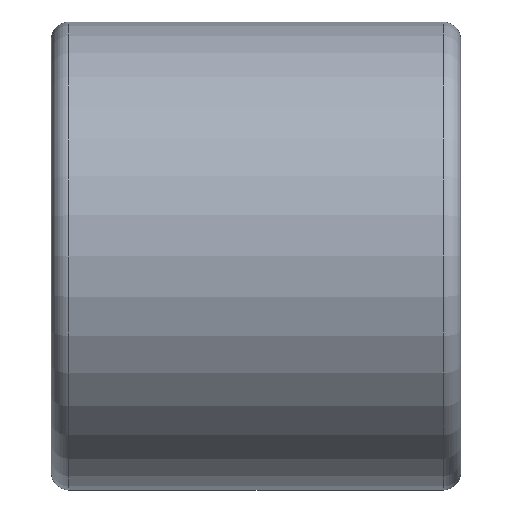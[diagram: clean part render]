
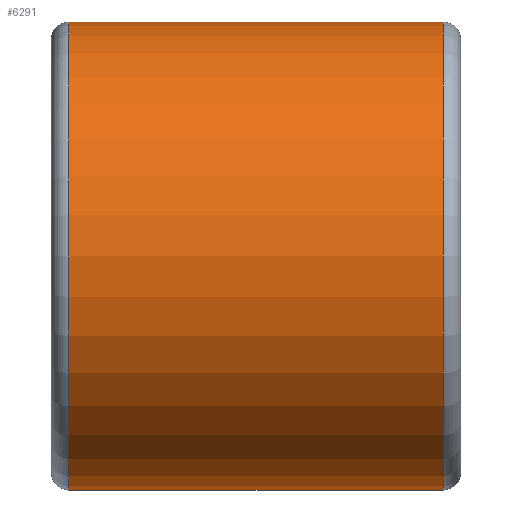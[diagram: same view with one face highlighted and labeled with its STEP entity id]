
A CAD part, front view. The second image highlights one B-rep face of the part: STEP entity #6291.
In plain terms, the highlighted cylindrical face has radius 40 mm (diameter 80 mm), a partial arc.
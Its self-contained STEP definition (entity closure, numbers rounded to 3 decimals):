
#140 = VERTEX_POINT ( 'NONE', #5654 ) ;
#151 = VERTEX_POINT ( 'NONE', #2065 ) ;
#248 = CIRCLE ( 'NONE', #6361, 40. ) ;
#734 = AXIS2_PLACEMENT_3D ( 'NONE', #4348, #5925, #1215 ) ;
#1215 = DIRECTION ( 'NONE',  ( 0., 0., 1. ) ) ;
#1410 = AXIS2_PLACEMENT_3D ( 'NONE', #2408, #3942, #6080 ) ;
#1560 = EDGE_CURVE ( 'NONE', #140, #6071, #5972, .T. ) ;
#1759 = CARTESIAN_POINT ( 'NONE',  ( 0., 0., 40. ) ) ;
#2065 = CARTESIAN_POINT ( 'NONE',  ( 67., 0., -40. ) ) ;
#2298 = EDGE_CURVE ( 'NONE', #151, #3897, #4612, .T. ) ;
#2369 = ORIENTED_EDGE ( 'NONE', *, *, #2298, .F. ) ;
#2373 = EDGE_CURVE ( 'NONE', #151, #140, #4858, .T. ) ;
#2374 = EDGE_LOOP ( 'NONE', ( #2369, #3256, #5785, #5794 ) ) ;
#2408 = CARTESIAN_POINT ( 'NONE',  ( 67., 0., 0. ) ) ;
#2472 = DIRECTION ( 'NONE',  ( 1., 0., 0. ) ) ;
#2833 = CYLINDRICAL_SURFACE ( 'NONE', #734, 40. ) ;
#3170 = VECTOR ( 'NONE', #3902, 1000. ) ;
#3213 = VECTOR ( 'NONE', #5235, 1000. ) ;
#3256 = ORIENTED_EDGE ( 'NONE', *, *, #2373, .T. ) ;
#3490 = EDGE_CURVE ( 'NONE', #6071, #3897, #248, .T. ) ;
#3633 = CARTESIAN_POINT ( 'NONE',  ( 3., 0., 40. ) ) ;
#3897 = VERTEX_POINT ( 'NONE', #6801 ) ;
#3902 = DIRECTION ( 'NONE',  ( -1., 0., 0. ) ) ;
#3942 = DIRECTION ( 'NONE',  ( -1., 0., 0. ) ) ;
#4172 = CARTESIAN_POINT ( 'NONE',  ( 0., 0., -40. ) ) ;
#4348 = CARTESIAN_POINT ( 'NONE',  ( 0., 0., 0. ) ) ;
#4612 = LINE ( 'NONE', #4172, #3213 ) ;
#4711 = FACE_OUTER_BOUND ( 'NONE', #2374, .T. ) ;
#4858 = CIRCLE ( 'NONE', #1410, 40. ) ;
#5235 = DIRECTION ( 'NONE',  ( -1., 0., 0. ) ) ;
#5624 = CARTESIAN_POINT ( 'NONE',  ( 3., 0., 0. ) ) ;
#5654 = CARTESIAN_POINT ( 'NONE',  ( 67., 0., 40. ) ) ;
#5785 = ORIENTED_EDGE ( 'NONE', *, *, #1560, .T. ) ;
#5794 = ORIENTED_EDGE ( 'NONE', *, *, #3490, .T. ) ;
#5925 = DIRECTION ( 'NONE',  ( -1., 0., 0. ) ) ;
#5972 = LINE ( 'NONE', #1759, #3170 ) ;
#6071 = VERTEX_POINT ( 'NONE', #3633 ) ;
#6080 = DIRECTION ( 'NONE',  ( 0., 0., 1. ) ) ;
#6156 = DIRECTION ( 'NONE',  ( 0., 0., -1. ) ) ;
#6291 = ADVANCED_FACE ( 'NONE', ( #4711 ), #2833, .T. ) ;
#6361 = AXIS2_PLACEMENT_3D ( 'NONE', #5624, #2472, #6156 ) ;
#6801 = CARTESIAN_POINT ( 'NONE',  ( 3., 0., -40. ) ) ;
